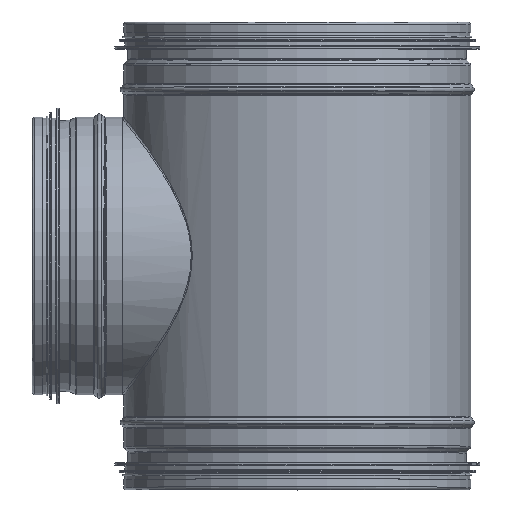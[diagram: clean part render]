
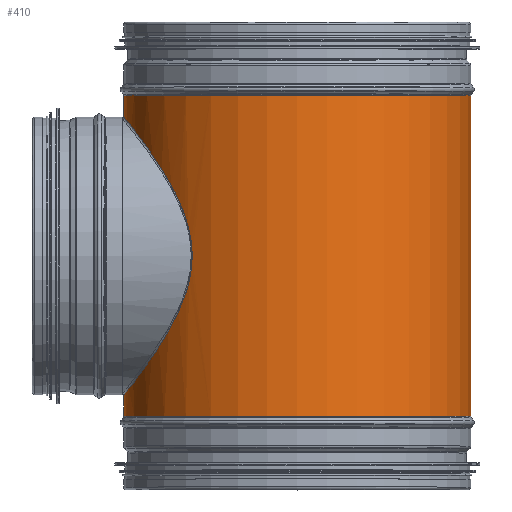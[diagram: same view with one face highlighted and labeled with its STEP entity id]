
A CAD part, top view. The second image highlights one B-rep face of the part: STEP entity #410.
In plain terms, the highlighted cylindrical face has radius 99.475 mm (diameter 198.95 mm), a full revolution.
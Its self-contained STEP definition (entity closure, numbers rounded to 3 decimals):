
#273=CARTESIAN_POINT('',(-60.183,133.5,79.204));
#274=VERTEX_POINT('',#273);
#321=CARTESIAN_POINT('',(-60.183,133.5,79.204));
#322=CARTESIAN_POINT('',(-60.183,136.668,79.204));
#323=CARTESIAN_POINT('',(-60.681,143.003,78.829));
#324=CARTESIAN_POINT('',(-63.468,155.22,76.649));
#325=CARTESIAN_POINT('',(-69.351,169.135,71.596));
#326=CARTESIAN_POINT('',(-77.757,183.572,62.53));
#327=CARTESIAN_POINT('',(-87.,197.169,49.327));
#328=CARTESIAN_POINT('',(-95.559,208.54,30.836));
#329=CARTESIAN_POINT('',(-99.553,213.596,10.523));
#330=CARTESIAN_POINT('',(-99.535,213.578,-6.305));
#331=CARTESIAN_POINT('',(-97.45,210.923,-22.784));
#332=CARTESIAN_POINT('',(-91.292,202.989,-41.533));
#333=CARTESIAN_POINT('',(-80.664,188.192,-59.232));
#334=CARTESIAN_POINT('',(-71.098,172.544,-69.861));
#335=CARTESIAN_POINT('',(-64.625,158.054,-75.691));
#336=CARTESIAN_POINT('',(-61.086,146.168,-78.53));
#337=CARTESIAN_POINT('',(-59.729,133.5,-79.542));
#338=CARTESIAN_POINT('',(-61.087,120.832,-78.529));
#339=CARTESIAN_POINT('',(-64.624,108.948,-75.692));
#340=CARTESIAN_POINT('',(-71.098,94.455,-69.86));
#341=CARTESIAN_POINT('',(-80.659,78.811,-59.236));
#342=CARTESIAN_POINT('',(-91.294,64.011,-41.535));
#343=CARTESIAN_POINT('',(-98.064,55.285,-20.918));
#344=CARTESIAN_POINT('',(-100.082,52.733,0.003));
#345=CARTESIAN_POINT('',(-98.264,55.029,18.813));
#346=CARTESIAN_POINT('',(-93.262,61.478,35.989));
#347=CARTESIAN_POINT('',(-86.081,71.181,50.642));
#348=CARTESIAN_POINT('',(-77.757,83.428,62.528));
#349=CARTESIAN_POINT('',(-69.352,97.864,71.597));
#350=CARTESIAN_POINT('',(-63.468,111.78,76.649));
#351=CARTESIAN_POINT('',(-60.681,123.997,78.829));
#352=CARTESIAN_POINT('',(-60.183,130.332,79.204));
#353=CARTESIAN_POINT('',(-60.183,133.5,79.204));
#354=B_SPLINE_CURVE_WITH_KNOTS('',3,(#321,#322,#323,#324,#325,#326,#327,#328,#329,#330,#331,#332,#333,#334,#335,#336,#337,#338,#339,#340,#341,#342,#343,#344,#345,#346,#347,#348,#349,#350,#351,#352,#353),.UNSPECIFIED.,.T.,.U.,(4,1,1,1,1,1,1,1,1,1,1,1,1,1,1,1,1,1,1,1,1,1,1,1,1,1,1,1,1,1,4),(-50.952,-50.042,-49.132,-47.313,-45.493,-43.673,-41.247,-38.821,-37.607,-36.394,-33.968,-31.542,-29.115,-27.902,-26.689,-25.476,-24.263,-23.05,-21.837,-19.41,-16.984,-14.558,-12.738,-10.918,-9.099,-7.279,-5.459,-3.639,-1.82,-0.91,0.0),.UNSPECIFIED.);
#355=EDGE_CURVE('',#274,#274,#354,.T.);
#380=CARTESIAN_POINT('',(0.0,87.5,0.0));
#381=DIRECTION('',(0.0,-1.0,0.0));
#382=DIRECTION('',(1.0,0.0,0.0));
#383=AXIS2_PLACEMENT_3D('',#380,#381,#382);
#384=CYLINDRICAL_SURFACE('',#383,99.475);
#385=CARTESIAN_POINT('',(99.475,225.5,0.0));
#386=VERTEX_POINT('',#385);
#387=CARTESIAN_POINT('',(0.0,225.5,0.0));
#388=DIRECTION('',(0.0,-1.0,0.0));
#389=DIRECTION('',(1.0,0.0,0.0));
#390=AXIS2_PLACEMENT_3D('',#387,#388,#389);
#391=CIRCLE('',#390,99.475);
#392=EDGE_CURVE('',#386,#386,#391,.T.);
#393=ORIENTED_EDGE('',*,*,#392,.T.);
#394=EDGE_LOOP('',(#393));
#395=FACE_OUTER_BOUND('',#394,.T.);
#396=CARTESIAN_POINT('',(99.475,41.5,0.0));
#397=VERTEX_POINT('',#396);
#398=CARTESIAN_POINT('',(0.0,41.5,0.0));
#399=DIRECTION('',(0.0,-1.0,0.0));
#400=DIRECTION('',(1.0,0.0,0.0));
#401=AXIS2_PLACEMENT_3D('',#398,#399,#400);
#402=CIRCLE('',#401,99.475);
#403=EDGE_CURVE('',#397,#397,#402,.T.);
#404=ORIENTED_EDGE('',*,*,#403,.F.);
#405=EDGE_LOOP('',(#404));
#406=FACE_BOUND('',#405,.T.);
#407=ORIENTED_EDGE('',*,*,#355,.F.);
#408=EDGE_LOOP('',(#407));
#409=FACE_BOUND('',#408,.T.);
#410=ADVANCED_FACE('',(#395,#406,#409),#384,.T.);
